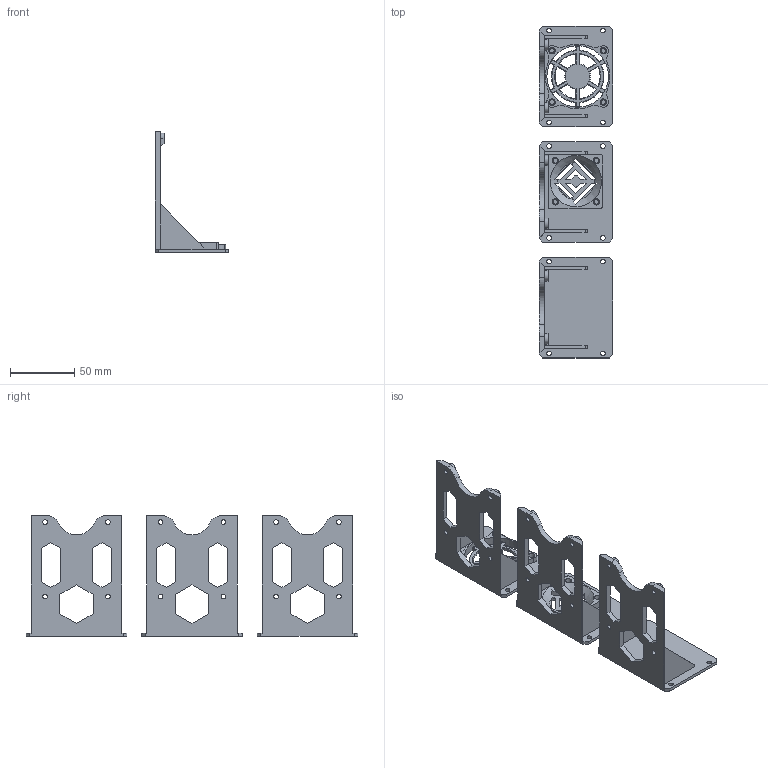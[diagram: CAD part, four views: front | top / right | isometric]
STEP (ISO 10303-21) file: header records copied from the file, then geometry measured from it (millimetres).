
FILE_DESCRIPTION(/* description */ (''),/* implementation_level */ '2;1');
FILE_NAME(/* name */ 'HSI.step',/* time_stamp */ '2023-11-10T08:45:11-06:00',/* author */ (''),/* organization */ (''),/* preprocessor_version */ 'ST-DEVELOPER v20',/* originating_system */ 'Autodesk Translation Framework v12.14.0.127',/* authorisation */ '');
FILE_SCHEMA (('AUTOMOTIVE_DESIGN { 1 0 10303 214 3 1 1 }'));
Length unit declared in the file: millimetre
Products named in the file (4): HSI; Tray without Fan; Tray w 50mm Fan; Tray w 40mm Fan
Assembly tree (3 placements, depth 2):
  HSI
    Tray without Fan
    Tray w 50mm Fan
    Tray w 40mm Fan
Bounding box: 57.6 x 258.6 x 93.9 mm (x, y, z)
Volume: 98856.9 mm3; surface area: 72509.9 mm2
Topology: 3 solids, 3 shells, 428 faces, 1134 edges, 746 vertices
Faces by surface type: plane 285, cylinder 98, cone 45
Full cylindrical faces by diameter (mm): 3.6 x32, 48 x1
Entity records: 13513 total; most frequent: CARTESIAN_POINT 2487, ORIENTED_EDGE 2268, DIRECTION 2210, EDGE_CURVE 1134, LINE 780, VECTOR 780, VERTEX_POINT 746, AXIS2_PLACEMENT_3D 715
